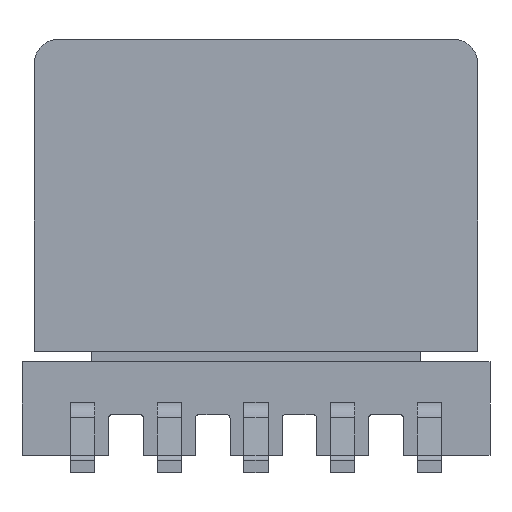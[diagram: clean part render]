
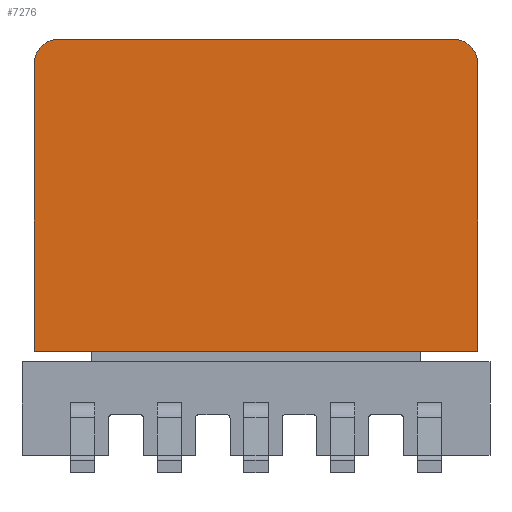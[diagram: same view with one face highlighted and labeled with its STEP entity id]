
A CAD part, front view. The second image highlights one B-rep face of the part: STEP entity #7276.
In plain terms, the highlighted planar face has unit normal (0, -1, 0).
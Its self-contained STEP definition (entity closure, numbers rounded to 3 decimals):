
#432=CIRCLE('',#7791,0.7);
#434=CIRCLE('',#7795,0.7);
#1968=ORIENTED_EDGE('',*,*,#2728,.T.);
#1969=ORIENTED_EDGE('',*,*,#2751,.T.);
#1970=ORIENTED_EDGE('',*,*,#2744,.T.);
#1971=ORIENTED_EDGE('',*,*,#2721,.T.);
#1972=ORIENTED_EDGE('',*,*,#2718,.T.);
#1973=ORIENTED_EDGE('',*,*,#2715,.T.);
#2715=EDGE_CURVE('',#3224,#3223,#432,.T.);
#2718=EDGE_CURVE('',#3226,#3224,#3724,.T.);
#2721=EDGE_CURVE('',#3228,#3226,#434,.T.);
#2728=EDGE_CURVE('',#3223,#3232,#3732,.T.);
#2744=EDGE_CURVE('',#3245,#3228,#3739,.T.);
#2751=EDGE_CURVE('',#3232,#3245,#3745,.T.);
#3223=VERTEX_POINT('',#11157);
#3224=VERTEX_POINT('',#11159);
#3226=VERTEX_POINT('',#11165);
#3228=VERTEX_POINT('',#11171);
#3232=VERTEX_POINT('',#11183);
#3245=VERTEX_POINT('',#11295);
#3724=LINE('',#11164,#4222);
#3732=LINE('',#11184,#4230);
#3739=LINE('',#11294,#4237);
#3745=LINE('',#11343,#4243);
#4222=VECTOR('',#9305,1000.);
#4230=VECTOR('',#9323,1000.);
#4237=VECTOR('',#9350,1000.);
#4243=VECTOR('',#9358,1000.);
#4559=EDGE_LOOP('',(#1968,#1969,#1970,#1971,#1972,#1973));
#4873=FACE_BOUND('',#4559,.T.);
#5024=PLANE('',#7818);
#7276=ADVANCED_FACE('',(#4873),#5024,.T.);
#7791=AXIS2_PLACEMENT_3D('',#11158,#9298,#9299);
#7795=AXIS2_PLACEMENT_3D('',#11170,#9310,#9311);
#7818=AXIS2_PLACEMENT_3D('',#11360,#9379,#9380);
#9298=DIRECTION('',(0.,-1.,0.));
#9299=DIRECTION('',(1.,0.,0.));
#9305=DIRECTION('',(-1.,0.,0.));
#9310=DIRECTION('',(0.,-1.,0.));
#9311=DIRECTION('',(-1.,0.,0.));
#9323=DIRECTION('',(0.,0.,-1.));
#9350=DIRECTION('',(0.,0.,1.));
#9358=DIRECTION('',(1.,0.,0.));
#9379=DIRECTION('',(0.,-1.,0.));
#9380=DIRECTION('',(0.,0.,1.));
#11157=CARTESIAN_POINT('',(-6.4,-6.5,5.9));
#11158=CARTESIAN_POINT('',(-5.7,-6.5,5.9));
#11159=CARTESIAN_POINT('',(-5.7,-6.5,6.6));
#11164=CARTESIAN_POINT('',(5.7,-6.5,6.6));
#11165=CARTESIAN_POINT('',(5.7,-6.5,6.6));
#11170=CARTESIAN_POINT('',(5.7,-6.5,5.9));
#11171=CARTESIAN_POINT('',(6.4,-6.5,5.9));
#11183=CARTESIAN_POINT('',(-6.4,-6.5,-2.4));
#11184=CARTESIAN_POINT('',(-6.4,-6.5,5.9));
#11294=CARTESIAN_POINT('',(6.4,-6.5,-2.4));
#11295=CARTESIAN_POINT('',(6.4,-6.5,-2.4));
#11343=CARTESIAN_POINT('',(-6.4,-6.5,-2.4));
#11360=CARTESIAN_POINT('',(5.7,-6.5,5.9));
